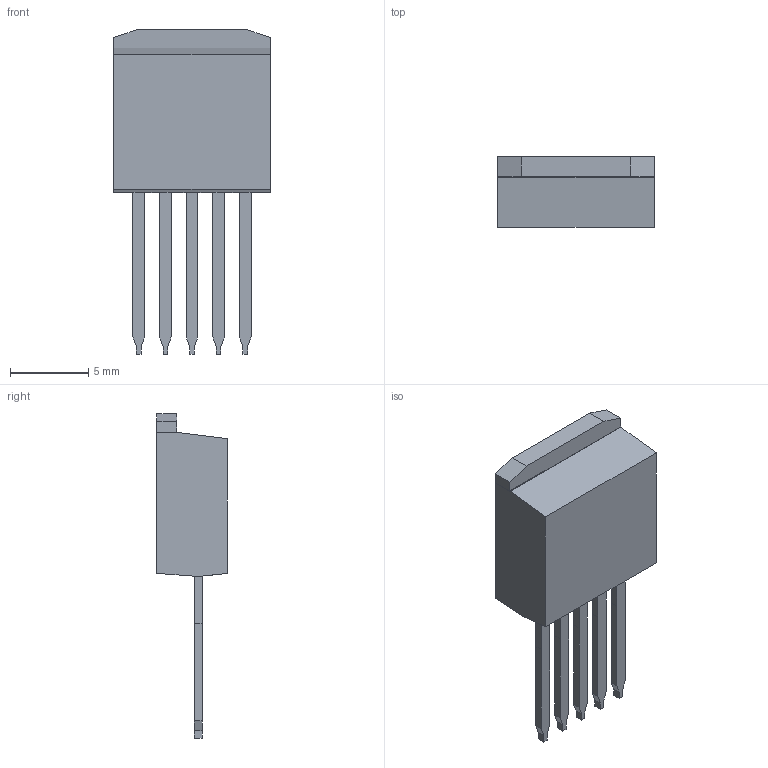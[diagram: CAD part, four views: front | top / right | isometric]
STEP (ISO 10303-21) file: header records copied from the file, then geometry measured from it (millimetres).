
FILE_DESCRIPTION(('FreeCAD Model'),'2;1');
FILE_NAME('TO-262-5_Vertical.step','2018-04-08T16:19:18',('kicad StepUp'),( 'ksu MCAD'),'Open CASCADE STEP processor 6.8','FreeCAD','Unknown');
FILE_SCHEMA(('AUTOMOTIVE_DESIGN_CC2 { 1 2 10303 214 -1 1 5 4 }'));
Length unit declared in the file: millimetre
Products named in the file (1): TO-262-5_Vertical
Bounding box: 10.01 x 4.5 x 20.73 mm (x, y, z)
Volume: 436.4 mm3; surface area: 496.7 mm2
Topology: 1 solids, 1 shells, 71 faces, 207 edges, 138 vertices
Faces by surface type: plane 71
Entity records: 1642 total; most frequent: ORIENTED_EDGE 348, EDGE_CURVE 207, LINE 201, CARTESIAN_POINT 198, VERTEX_POINT 138, AXIS2_PLACEMENT_3D 72, ADVANCED_FACE 71, FACE_BOUND 71
